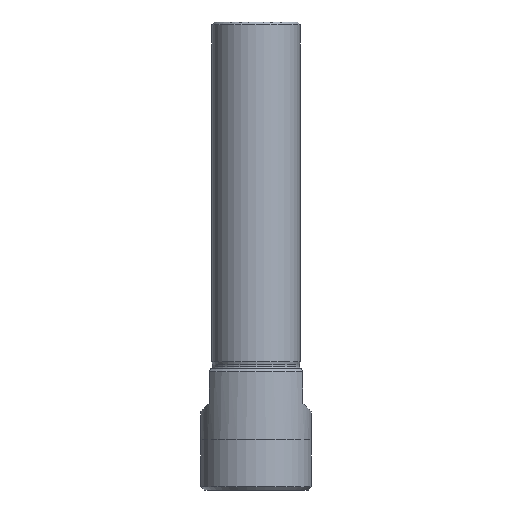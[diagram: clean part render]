
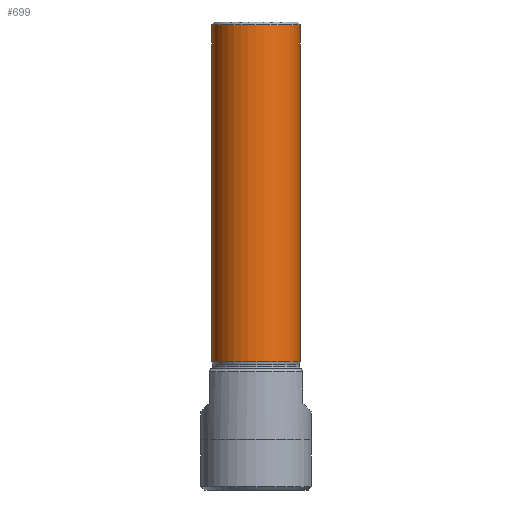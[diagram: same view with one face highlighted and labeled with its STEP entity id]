
A CAD part, front view. The second image highlights one B-rep face of the part: STEP entity #699.
In plain terms, the highlighted cylindrical face has radius 12.7 mm (diameter 25.4 mm), a full revolution.
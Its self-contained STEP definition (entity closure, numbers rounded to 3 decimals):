
#56=CYLINDRICAL_SURFACE('',#756,12.7);
#124=ORIENTED_EDGE('',*,*,#230,.T.);
#125=ORIENTED_EDGE('',*,*,#229,.T.);
#229=EDGE_CURVE('',#284,#284,#317,.T.);
#230=EDGE_CURVE('',#285,#285,#318,.T.);
#284=VERTEX_POINT('',#991);
#285=VERTEX_POINT('',#994);
#317=CIRCLE('',#755,12.7);
#318=CIRCLE('',#757,12.7);
#347=EDGE_LOOP('',(#124));
#348=EDGE_LOOP('',(#125));
#401=FACE_BOUND('',#347,.T.);
#402=FACE_BOUND('',#348,.T.);
#699=ADVANCED_FACE('',(#401,#402),#56,.T.);
#755=AXIS2_PLACEMENT_3D('',#990,#852,#853);
#756=AXIS2_PLACEMENT_3D('',#992,#854,#855);
#757=AXIS2_PLACEMENT_3D('',#993,#856,#857);
#852=DIRECTION('',(0.,0.,1.));
#853=DIRECTION('',(1.,0.,0.));
#854=DIRECTION('',(0.,0.,1.));
#855=DIRECTION('',(1.,0.,0.));
#856=DIRECTION('',(0.,0.,-1.));
#857=DIRECTION('',(-1.,0.,0.));
#990=CARTESIAN_POINT('',(0.,0.,48.94));
#991=CARTESIAN_POINT('',(12.7,0.,48.94));
#992=CARTESIAN_POINT('',(0.,0.,71.5));
#993=CARTESIAN_POINT('',(0.,0.,146.15));
#994=CARTESIAN_POINT('',(-12.7,0.,146.15));
